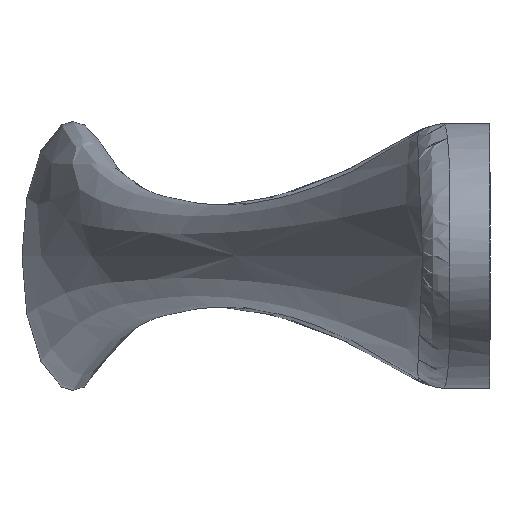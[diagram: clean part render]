
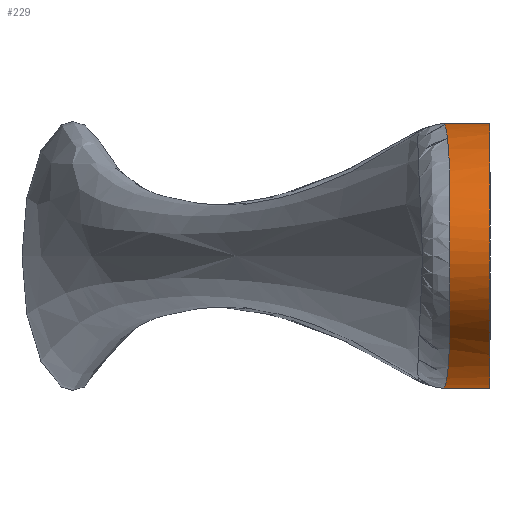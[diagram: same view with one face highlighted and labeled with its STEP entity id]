
A CAD part, left-side view. The second image highlights one B-rep face of the part: STEP entity #229.
In plain terms, the highlighted free-form (B-spline) face has degree [1, 2] with [2, 9] control points.
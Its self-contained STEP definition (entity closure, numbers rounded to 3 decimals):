
#15=(
BOUNDED_SURFACE()
B_SPLINE_SURFACE(1,2,((#1439,#1440,#1441,#1442,#1443,#1444,#1445,#1446,
#1447),(#1448,#1449,#1450,#1451,#1452,#1453,#1454,#1455,#1456)),
 .UNSPECIFIED.,.F.,.T.,.F.)
B_SPLINE_SURFACE_WITH_KNOTS((2,2),(3,2,2,2,3),(-0.256,0.571),
(-3.142,-1.571,0.,1.571,3.142),
 .UNSPECIFIED.)
GEOMETRIC_REPRESENTATION_ITEM()
RATIONAL_B_SPLINE_SURFACE(((1.,0.707,1.,0.707,1.,
0.707,1.,0.707,1.),(1.,0.707,1.,0.707,
1.,0.707,1.,0.707,1.)))
REPRESENTATION_ITEM('')
SURFACE()
);
#24=B_SPLINE_CURVE_WITH_KNOTS('',3,(#1260,#1261,#1262,#1263,#1264,#1265,
#1266,#1267),.UNSPECIFIED.,.F.,.F.,(4,2,1,1,4),(-0.76,-0.755,
-0.604,-0.453,-0.378),.UNSPECIFIED.);
#25=B_SPLINE_CURVE_WITH_KNOTS('',3,(#1268,#1269,#1270,#1271,#1272,#1273),
 .UNSPECIFIED.,.F.,.F.,(4,2,4),(-0.378,0.,0.004),
 .UNSPECIFIED.);
#26=B_SPLINE_CURVE_WITH_KNOTS('',3,(#1406,#1407,#1408,#1409,#1410,#1411,
#1412,#1413,#1414,#1415,#1416,#1417,#1418,#1419,#1420,#1421,#1422,#1423,
#1424,#1425,#1426,#1427,#1428,#1429,#1430,#1431,#1432,#1433,#1434,#1435,
#1436,#1437,#1438),.UNSPECIFIED.,.F.,.F.,(4,2,1,1,1,1,1,1,1,1,1,1,1,1,1,
1,1,1,1,1,1,1,1,1,1,1,1,2,4),(-0.002,0.,0.206,
0.411,0.617,0.822,1.028,
1.233,1.439,1.644,1.85,1.953,
2.004,2.055,2.107,2.158,2.261,
2.466,2.672,2.877,3.083,3.288,
3.494,3.7,3.802,3.905,4.008,
4.111,4.113),.UNSPECIFIED.);
#27=B_SPLINE_CURVE_WITH_KNOTS('',1,(#1457,#1458),.UNSPECIFIED.,.F.,.F.,
(2,2),(-0.02,0.256),.UNSPECIFIED.);
#34=ELLIPSE('',#260,11.,6.5);
#53=FACE_OUTER_BOUND('',#69,.T.);
#69=EDGE_LOOP('',(#191,#192,#193,#194,#195,#196));
#95=VERTEX_POINT('',#332);
#107=VERTEX_POINT('',#1150);
#108=VERTEX_POINT('',#1170);
#109=VERTEX_POINT('',#1259);
#116=EDGE_CURVE('',#95,#95,#34,.T.);
#135=EDGE_CURVE('',#107,#109,#24,.T.);
#136=EDGE_CURVE('',#109,#108,#25,.T.);
#137=EDGE_CURVE('',#108,#107,#26,.T.);
#138=EDGE_CURVE('',#95,#109,#27,.T.);
#191=ORIENTED_EDGE('',*,*,#116,.F.);
#192=ORIENTED_EDGE('',*,*,#138,.T.);
#193=ORIENTED_EDGE('',*,*,#135,.F.);
#194=ORIENTED_EDGE('',*,*,#137,.F.);
#195=ORIENTED_EDGE('',*,*,#136,.F.);
#196=ORIENTED_EDGE('',*,*,#138,.F.);
#229=ADVANCED_FACE('',(#53),#15,.F.);
#260=AXIS2_PLACEMENT_3D('',#333,#290,#291);
#290=DIRECTION('center_axis',(0.,-1.,0.));
#291=DIRECTION('ref_axis',(-1.,0.,0.));
#332=CARTESIAN_POINT('',(-41.793,0.041,0.));
#333=CARTESIAN_POINT('Origin',(-52.793,0.041,0.));
#1150=CARTESIAN_POINT('',(-41.832,3.,2.48));
#1170=CARTESIAN_POINT('',(-41.832,3.,-2.48));
#1259=CARTESIAN_POINT('',(-41.034,2.875,0.));
#1260=CARTESIAN_POINT('Ctrl Pts',(-41.832,3.,2.48));
#1261=CARTESIAN_POINT('Ctrl Pts',(-41.826,2.999,2.471));
#1262=CARTESIAN_POINT('Ctrl Pts',(-41.82,2.998,2.462));
#1263=CARTESIAN_POINT('Ctrl Pts',(-41.61,2.969,2.147));
#1264=CARTESIAN_POINT('Ctrl Pts',(-41.277,2.919,1.504));
#1265=CARTESIAN_POINT('Ctrl Pts',(-41.065,2.879,0.673));
#1266=CARTESIAN_POINT('Ctrl Pts',(-41.034,2.875,0.168));
#1267=CARTESIAN_POINT('Ctrl Pts',(-41.034,2.875,0.));
#1268=CARTESIAN_POINT('Ctrl Pts',(-41.034,2.875,0.));
#1269=CARTESIAN_POINT('Ctrl Pts',(-41.036,2.876,-0.842));
#1270=CARTESIAN_POINT('Ctrl Pts',(-41.302,2.925,-1.685));
#1271=CARTESIAN_POINT('Ctrl Pts',(-41.82,2.998,-2.462));
#1272=CARTESIAN_POINT('Ctrl Pts',(-41.826,2.999,-2.471));
#1273=CARTESIAN_POINT('Ctrl Pts',(-41.832,3.,-2.48));
#1406=CARTESIAN_POINT('Ctrl Pts',(-41.832,3.,-2.48));
#1407=CARTESIAN_POINT('Ctrl Pts',(-41.839,2.999,-2.489));
#1408=CARTESIAN_POINT('Ctrl Pts',(-41.845,2.999,-2.498));
#1409=CARTESIAN_POINT('Ctrl Pts',(-42.464,2.927,-3.339));
#1410=CARTESIAN_POINT('Ctrl Pts',(-43.877,2.781,-4.459));
#1411=CARTESIAN_POINT('Ctrl Pts',(-46.079,2.619,-5.516));
#1412=CARTESIAN_POINT('Ctrl Pts',(-48.361,2.487,-6.158));
#1413=CARTESIAN_POINT('Ctrl Pts',(-50.644,2.379,-6.485));
#1414=CARTESIAN_POINT('Ctrl Pts',(-52.944,2.284,-6.531));
#1415=CARTESIAN_POINT('Ctrl Pts',(-55.238,2.197,-6.3));
#1416=CARTESIAN_POINT('Ctrl Pts',(-57.521,2.116,-5.769));
#1417=CARTESIAN_POINT('Ctrl Pts',(-59.769,2.044,-4.844));
#1418=CARTESIAN_POINT('Ctrl Pts',(-61.577,2.,-3.616));
#1419=CARTESIAN_POINT('Ctrl Pts',(-62.699,2.004,-2.184));
#1420=CARTESIAN_POINT('Ctrl Pts',(-63.163,2.02,-1.038));
#1421=CARTESIAN_POINT('Ctrl Pts',(-63.31,2.028,-0.003));
#1422=CARTESIAN_POINT('Ctrl Pts',(-63.164,2.02,1.036));
#1423=CARTESIAN_POINT('Ctrl Pts',(-62.699,2.004,2.182));
#1424=CARTESIAN_POINT('Ctrl Pts',(-61.577,2.,3.619));
#1425=CARTESIAN_POINT('Ctrl Pts',(-59.767,2.044,4.845));
#1426=CARTESIAN_POINT('Ctrl Pts',(-57.522,2.116,5.77));
#1427=CARTESIAN_POINT('Ctrl Pts',(-55.239,2.197,6.299));
#1428=CARTESIAN_POINT('Ctrl Pts',(-52.945,2.284,6.532));
#1429=CARTESIAN_POINT('Ctrl Pts',(-50.646,2.379,6.484));
#1430=CARTESIAN_POINT('Ctrl Pts',(-48.36,2.487,6.159));
#1431=CARTESIAN_POINT('Ctrl Pts',(-46.462,2.596,5.621));
#1432=CARTESIAN_POINT('Ctrl Pts',(-44.978,2.7,4.987));
#1433=CARTESIAN_POINT('Ctrl Pts',(-43.885,2.789,4.384));
#1434=CARTESIAN_POINT('Ctrl Pts',(-42.825,2.889,3.611));
#1435=CARTESIAN_POINT('Ctrl Pts',(-42.156,2.963,2.924));
#1436=CARTESIAN_POINT('Ctrl Pts',(-41.845,2.999,2.498));
#1437=CARTESIAN_POINT('Ctrl Pts',(-41.839,2.999,2.489));
#1438=CARTESIAN_POINT('Ctrl Pts',(-41.832,3.,2.48));
#1439=CARTESIAN_POINT('Ctrl Pts',(-41.034,2.875,0.));
#1440=CARTESIAN_POINT('Ctrl Pts',(-41.034,2.875,6.5));
#1441=CARTESIAN_POINT('Ctrl Pts',(-51.297,5.625,6.5));
#1442=CARTESIAN_POINT('Ctrl Pts',(-61.56,8.375,6.5));
#1443=CARTESIAN_POINT('Ctrl Pts',(-61.56,8.375,0.));
#1444=CARTESIAN_POINT('Ctrl Pts',(-61.56,8.375,-6.5));
#1445=CARTESIAN_POINT('Ctrl Pts',(-51.297,5.625,-6.5));
#1446=CARTESIAN_POINT('Ctrl Pts',(-41.034,2.875,-6.5));
#1447=CARTESIAN_POINT('Ctrl Pts',(-41.034,2.875,0.));
#1448=CARTESIAN_POINT('Ctrl Pts',(-43.307,-5.611,0.));
#1449=CARTESIAN_POINT('Ctrl Pts',(-43.307,-5.611,6.5));
#1450=CARTESIAN_POINT('Ctrl Pts',(-53.57,-2.861,6.5));
#1451=CARTESIAN_POINT('Ctrl Pts',(-63.834,-0.111,
6.5));
#1452=CARTESIAN_POINT('Ctrl Pts',(-63.834,-0.111,
0.));
#1453=CARTESIAN_POINT('Ctrl Pts',(-63.834,-0.111,
-6.5));
#1454=CARTESIAN_POINT('Ctrl Pts',(-53.57,-2.861,-6.5));
#1455=CARTESIAN_POINT('Ctrl Pts',(-43.307,-5.611,-6.5));
#1456=CARTESIAN_POINT('Ctrl Pts',(-43.307,-5.611,0.));
#1457=CARTESIAN_POINT('Ctrl Pts',(-41.793,0.041,
0.));
#1458=CARTESIAN_POINT('Ctrl Pts',(-41.034,2.875,0.));
